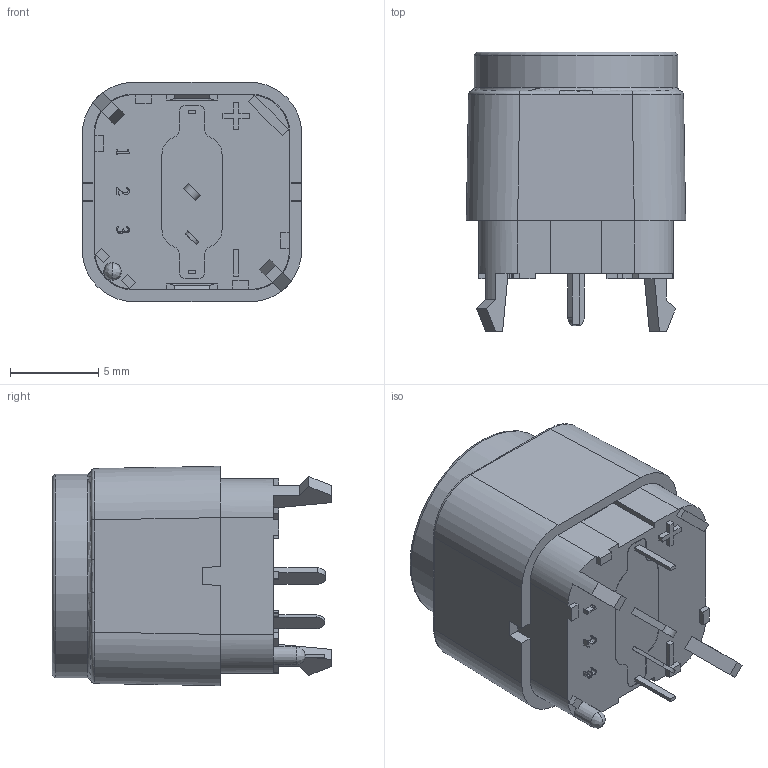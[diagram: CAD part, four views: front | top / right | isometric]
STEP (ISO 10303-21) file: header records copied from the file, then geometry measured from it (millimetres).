
FILE_DESCRIPTION(/* description */ (''),/* implementation_level */ '2;1');
FILE_NAME(/* name */ 'PB350STRx.stp',/* time_stamp */ '2024-04-25T16:27:30-05:00',/* author */ ('mroman'),/* organization */ (''),/* preprocessor_version */ 'ST-DEVELOPER v18.1',/* originating_system */ 'Autodesk Inventor 2020',/* authorisation */ '');
FILE_SCHEMA (('AUTOMOTIVE_DESIGN { 1 0 10303 214 3 1 1 }'));
Length unit declared in the file: millimetre
Products named in the file (1): PB350STRx
Bounding box: 12.4 x 15.8 x 12.4 mm (x, y, z)
Volume: 631.2 mm3; surface area: 2329.7 mm2
Topology: 1 solids, 3 shells, 679 faces, 1785 edges, 1133 vertices
Faces by surface type: plane 458, cylinder 123, bspline 55, torus 26, sphere 16, cone 1
Full cylindrical faces by diameter (mm): 0.7 x4, 1.1 x4, 2 x4, 11.5 x1
Entity records: 22871 total; most frequent: CARTESIAN_POINT 6198, ORIENTED_EDGE 3566, DIRECTION 3261, EDGE_CURVE 1783, LINE 1383, VECTOR 1383, VERTEX_POINT 1133, AXIS2_PLACEMENT_3D 939
